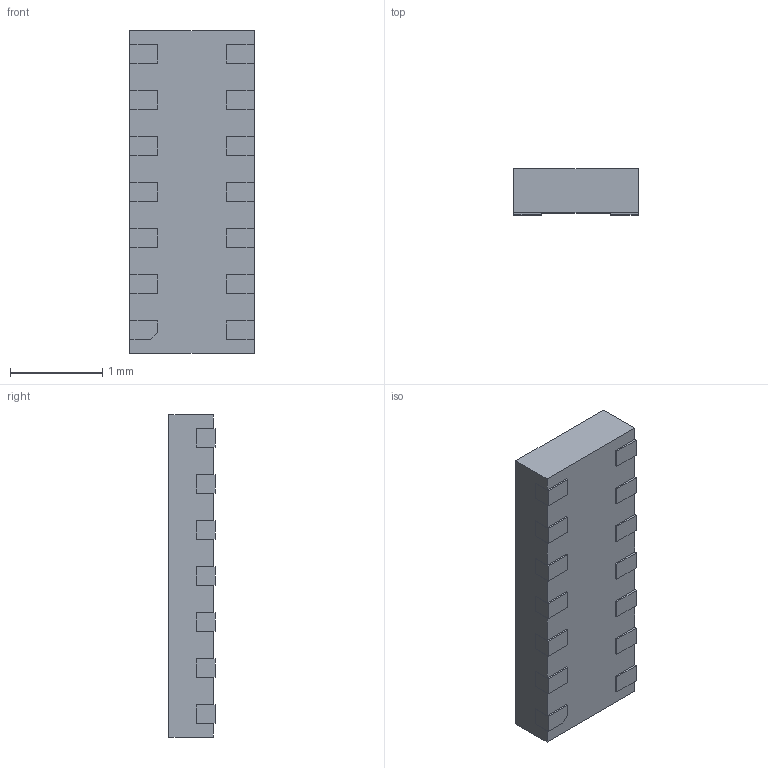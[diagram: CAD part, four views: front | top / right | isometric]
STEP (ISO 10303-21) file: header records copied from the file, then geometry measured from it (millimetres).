
FILE_DESCRIPTION (( 'STEP AP214' ), '1' );
FILE_NAME ('UDFN-14_1.35x3.5x0.5_P0.5.step', '2020-12-07T12:10:43+00:00', 'Stefan Hamminga', '', '', '', '');
FILE_SCHEMA (( 'AUTOMOTIVE_DESIGN' ));
Length unit declared in the file: millimetre
Products named in the file (1): UDFN-14_1.35x3.5x0.5_P0.5
Bounding box: 1.35 x 0.5 x 3.5 mm (x, y, z)
Volume: 2.3 mm3; surface area: 20.1 mm2
Topology: 15 solids, 15 shells, 149 faces, 356 edges, 238 vertices
Faces by surface type: plane 149
Entity records: 4399 total; most frequent: CARTESIAN_POINT 744, ORIENTED_EDGE 712, DIRECTION 658, EDGE_CURVE 356, VECTOR 354, LINE 354, VERTEX_POINT 238, AXIS2_PLACEMENT_3D 152
